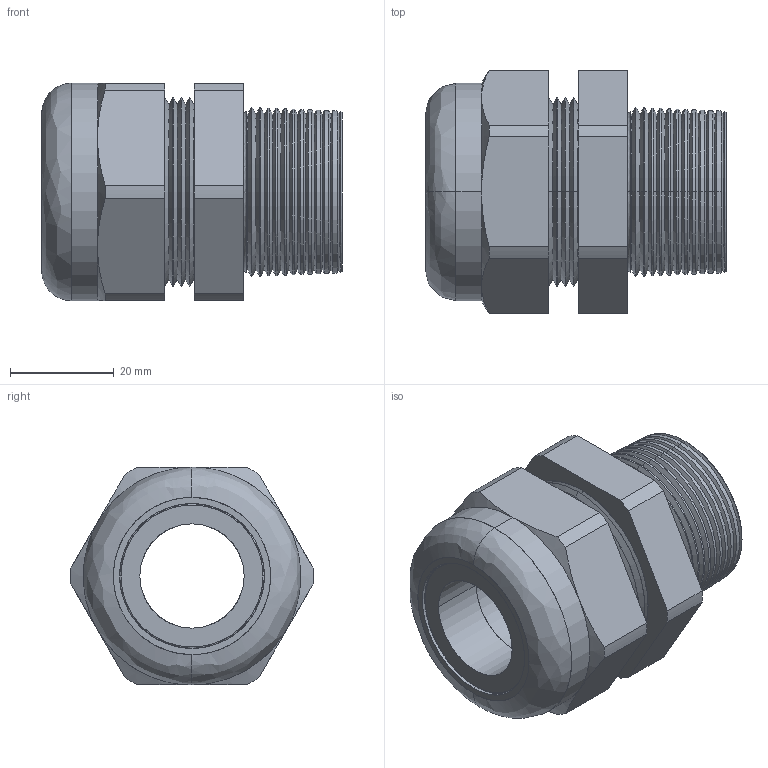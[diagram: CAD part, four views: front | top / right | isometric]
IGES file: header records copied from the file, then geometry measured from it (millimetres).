
Start section: SolidWorks IGES file using analytic representation for surfaces
Global section: file name: CD29NR-BK.IGS; native system: SolidWorks 2007; preprocessor: SolidWorks 2007; author: Administrator; date: 080908.121922; units: inch
Bounding box: 57.91 x 46.93 x 41.91 mm (x, y, z)
Surface area: 18352.3 mm2 (no closed solid volume)
Topology: 0 solids, 0 shells, 154 faces, 1374 edges, 1374 vertices
Faces by surface type: revolution 126, bspline 28
